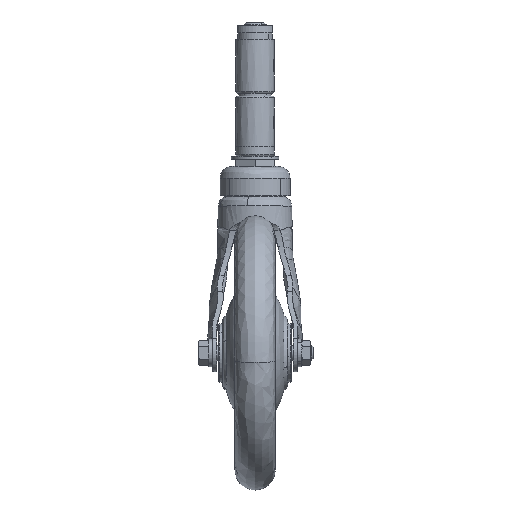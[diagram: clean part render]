
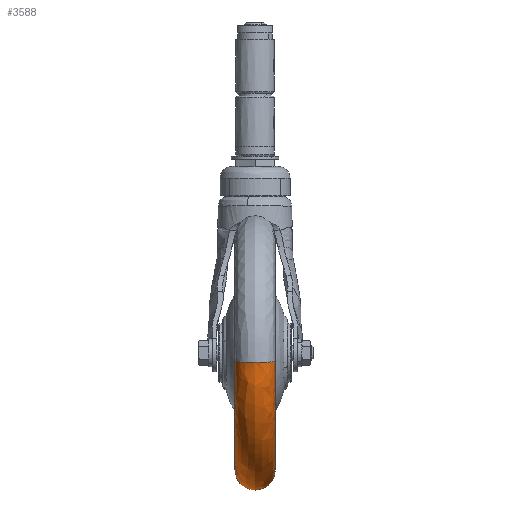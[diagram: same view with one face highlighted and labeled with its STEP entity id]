
A CAD part, left-side view. The second image highlights one B-rep face of the part: STEP entity #3588.
In plain terms, the highlighted free-form (B-spline) face has degree [2, 2] with [3, 5] control points.
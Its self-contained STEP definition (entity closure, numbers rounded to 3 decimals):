
#3328=CARTESIAN_POINT('',(-63.844,-11.0,-4.463));
#3329=VERTEX_POINT('',#3328);
#3369=CARTESIAN_POINT('',(0.804,-11.0,-63.995));
#3370=VERTEX_POINT('',#3369);
#3390=CARTESIAN_POINT('',(0.942,0.,-74.994));
#3391=VERTEX_POINT('',#3390);
#3392=CARTESIAN_POINT('',(0.804,-11.0,-63.995));
#3393=CARTESIAN_POINT('',(0.813,-11.,-64.715));
#3394=CARTESIAN_POINT('',(0.831,-10.858,-66.155));
#3395=CARTESIAN_POINT('',(0.861,-10.137,-68.534));
#3396=CARTESIAN_POINT('',(0.887,-8.911,-70.608));
#3397=CARTESIAN_POINT('',(0.909,-7.26,-72.341));
#3398=CARTESIAN_POINT('',(0.922,-5.795,-73.4));
#3399=CARTESIAN_POINT('',(0.933,-4.103,-74.251));
#3400=CARTESIAN_POINT('',(0.94,-2.25,-74.839));
#3401=CARTESIAN_POINT('',(0.942,-0.765,-74.994));
#3402=CARTESIAN_POINT('',(0.942,0.,-74.994));
#3403=B_SPLINE_CURVE_WITH_KNOTS('',3,(#3392,#3393,#3394,#3395,#3396,#3397,#3398,#3399,#3400,#3401,#3402),.UNSPECIFIED.,.F.,.U.,(4,1,1,1,1,1,1,1,4),(0.,2.16,4.32,7.425,9.314,11.474,12.824,14.984,17.279),.UNSPECIFIED.);
#3404=EDGE_CURVE('',#3370,#3391,#3403,.T.);
#3406=CARTESIAN_POINT('',(0.804,11.0,-63.995));
#3407=VERTEX_POINT('',#3406);
#3408=CARTESIAN_POINT('',(0.942,0.,-74.994));
#3409=CARTESIAN_POINT('',(0.942,1.08,-74.995));
#3410=CARTESIAN_POINT('',(0.939,3.105,-74.693));
#3411=CARTESIAN_POINT('',(0.925,5.504,-73.612));
#3412=CARTESIAN_POINT('',(0.906,7.543,-72.119));
#3413=CARTESIAN_POINT('',(0.883,9.198,-70.249));
#3414=CARTESIAN_POINT('',(0.847,10.625,-67.414));
#3415=CARTESIAN_POINT('',(0.82,11.001,-65.255));
#3416=CARTESIAN_POINT('',(0.804,11.0,-63.995));
#3417=B_SPLINE_CURVE_WITH_KNOTS('',3,(#3408,#3409,#3410,#3411,#3412,#3413,#3414,#3415,#3416),.UNSPECIFIED.,.F.,.U.,(4,1,1,1,1,1,4),(0.,3.24,6.075,7.829,10.799,13.499,17.279),.UNSPECIFIED.);
#3418=EDGE_CURVE('',#3391,#3407,#3417,.T.);
#3459=CARTESIAN_POINT('',(-63.844,11.0,-4.463));
#3460=VERTEX_POINT('',#3459);
#3479=CARTESIAN_POINT('',(-74.817,0.,-5.23));
#3480=VERTEX_POINT('',#3479);
#3481=CARTESIAN_POINT('',(-74.817,0.,-5.23));
#3482=CARTESIAN_POINT('',(-74.818,0.81,-5.23));
#3483=CARTESIAN_POINT('',(-74.658,2.25,-5.219));
#3484=CARTESIAN_POINT('',(-73.964,4.446,-5.17));
#3485=CARTESIAN_POINT('',(-72.731,6.661,-5.084));
#3486=CARTESIAN_POINT('',(-71.032,8.428,-4.965));
#3487=CARTESIAN_POINT('',(-69.16,9.681,-4.835));
#3488=CARTESIAN_POINT('',(-66.941,10.684,-4.679));
#3489=CARTESIAN_POINT('',(-65.056,11.001,-4.548));
#3490=CARTESIAN_POINT('',(-63.844,11.0,-4.463));
#3491=B_SPLINE_CURVE_WITH_KNOTS('',3,(#3481,#3482,#3483,#3484,#3485,#3486,#3487,#3488,#3489,#3490),.UNSPECIFIED.,.F.,.U.,(4,1,1,1,1,1,1,4),(0.,2.43,4.32,6.885,9.989,11.609,13.634,17.279),.UNSPECIFIED.);
#3492=EDGE_CURVE('',#3480,#3460,#3491,.T.);
#3494=CARTESIAN_POINT('',(-63.844,-11.0,-4.463));
#3495=CARTESIAN_POINT('',(-64.517,-11.,-4.51));
#3496=CARTESIAN_POINT('',(-66.044,-10.859,-4.617));
#3497=CARTESIAN_POINT('',(-68.072,-10.228,-4.758));
#3498=CARTESIAN_POINT('',(-70.131,-9.109,-4.902));
#3499=CARTESIAN_POINT('',(-71.653,-7.825,-5.009));
#3500=CARTESIAN_POINT('',(-72.928,-6.248,-5.098));
#3501=CARTESIAN_POINT('',(-73.949,-4.492,-5.169));
#3502=CARTESIAN_POINT('',(-74.658,-2.34,-5.219));
#3503=CARTESIAN_POINT('',(-74.817,-0.72,-5.23));
#3504=CARTESIAN_POINT('',(-74.817,0.,-5.23));
#3505=B_SPLINE_CURVE_WITH_KNOTS('',3,(#3494,#3495,#3496,#3497,#3498,#3499,#3500,#3501,#3502,#3503,#3504),.UNSPECIFIED.,.F.,.U.,(4,1,1,1,1,1,1,1,4),(0.,2.025,4.59,6.345,9.044,10.529,12.419,15.119,17.279),.UNSPECIFIED.);
#3506=EDGE_CURVE('',#3329,#3480,#3505,.T.);
#3511=CARTESIAN_POINT('',(0.785,-10.889,-62.438));
#3512=CARTESIAN_POINT('',(-58.178,-10.889,-63.179));
#3513=CARTESIAN_POINT('',(-62.291,-10.889,-4.354));
#3514=CARTESIAN_POINT('',(0.942,-12.685,-74.994));
#3515=CARTESIAN_POINT('',(-69.878,-12.685,-75.884));
#3516=CARTESIAN_POINT('',(-74.817,-12.685,-5.23));
#3517=CARTESIAN_POINT('',(0.942,0.0,-74.994));
#3518=CARTESIAN_POINT('',(-69.878,0.0,-75.884));
#3519=CARTESIAN_POINT('',(-74.817,0.0,-5.23));
#3520=CARTESIAN_POINT('',(0.942,12.685,-74.994));
#3521=CARTESIAN_POINT('',(-69.878,12.685,-75.884));
#3522=CARTESIAN_POINT('',(-74.817,12.685,-5.23));
#3523=CARTESIAN_POINT('',(0.785,10.889,-62.438));
#3524=CARTESIAN_POINT('',(-58.178,10.889,-63.179));
#3525=CARTESIAN_POINT('',(-62.291,10.889,-4.354));
#3533=(BOUNDED_SURFACE()B_SPLINE_SURFACE(2,2,((#3511,#3514,#3517,#3520,#3523),(#3512,#3515,#3518,#3521,#3524),(#3513,#3516,#3519,#3522,#3525)),.UNSPECIFIED.,.F.,.F.,.U.)B_SPLINE_SURFACE_WITH_KNOTS((3,3),(3,2,3),(0.0,119.261),(0.0,20.084,40.169),.UNSPECIFIED.)GEOMETRIC_REPRESENTATION_ITEM()RATIONAL_B_SPLINE_SURFACE(((0.991,0.652,1.0,0.652,0.991),(0.712,0.469,0.719,0.469,0.712),(0.968,0.637,0.978,0.637,0.968)))REPRESENTATION_ITEM('')SURFACE());
#3534=CARTESIAN_POINT('',(0.0,-11.0,-64.0));
#3535=VERTEX_POINT('',#3534);
#3536=CARTESIAN_POINT('',(0.0,-11.0,-64.0));
#3537=CARTESIAN_POINT('',(-3.377,-11.,-64.));
#3538=CARTESIAN_POINT('',(-8.756,-11.,-63.573));
#3539=CARTESIAN_POINT('',(-16.97,-11.,-61.864));
#3540=CARTESIAN_POINT('',(-23.63,-11.,-59.638));
#3541=CARTESIAN_POINT('',(-30.881,-11.0,-56.226));
#3542=CARTESIAN_POINT('',(-38.545,-11.,-51.454));
#3543=CARTESIAN_POINT('',(-46.188,-11.,-44.735));
#3544=CARTESIAN_POINT('',(-52.675,-11.,-36.754));
#3545=CARTESIAN_POINT('',(-57.67,-11.,-28.342));
#3546=CARTESIAN_POINT('',(-61.959,-11.,-17.622));
#3547=CARTESIAN_POINT('',(-63.505,-11.,-9.329));
#3548=CARTESIAN_POINT('',(-63.844,-11.0,-4.463));
#3549=B_SPLINE_CURVE_WITH_KNOTS('',3,(#3536,#3537,#3538,#3539,#3540,#3541,#3542,#3543,#3544,#3545,#3546,#3547,#3548),.UNSPECIFIED.,.F.,.U.,(4,1,1,1,1,1,1,1,1,1,4),(0.,10.132,16.136,25.142,31.146,40.152,52.16,61.541,70.923,81.43,96.065),.UNSPECIFIED.);
#3550=EDGE_CURVE('',#3535,#3329,#3549,.T.);
#3551=ORIENTED_EDGE('',*,*,#3550,.T.);
#3552=ORIENTED_EDGE('',*,*,#3506,.T.);
#3553=ORIENTED_EDGE('',*,*,#3492,.T.);
#3554=CARTESIAN_POINT('',(0.0,11.0,-64.0));
#3555=VERTEX_POINT('',#3554);
#3556=CARTESIAN_POINT('',(0.0,11.0,-64.0));
#3557=CARTESIAN_POINT('',(-3.377,11.,-64.));
#3558=CARTESIAN_POINT('',(-8.506,11.,-63.593));
#3559=CARTESIAN_POINT('',(-16.236,11.,-62.031));
#3560=CARTESIAN_POINT('',(-23.769,11.,-59.661));
#3561=CARTESIAN_POINT('',(-31.683,11.,-55.852));
#3562=CARTESIAN_POINT('',(-39.081,11.,-50.907));
#3563=CARTESIAN_POINT('',(-45.311,11.,-45.462));
#3564=CARTESIAN_POINT('',(-50.273,11.,-39.811));
#3565=CARTESIAN_POINT('',(-54.806,11.0,-33.355));
#3566=CARTESIAN_POINT('',(-58.183,11.,-27.053));
#3567=CARTESIAN_POINT('',(-61.163,11.,-19.344));
#3568=CARTESIAN_POINT('',(-63.004,11.,-12.178));
#3569=CARTESIAN_POINT('',(-63.679,11.,-6.834));
#3570=CARTESIAN_POINT('',(-63.844,11.0,-4.463));
#3571=B_SPLINE_CURVE_WITH_KNOTS('',3,(#3556,#3557,#3558,#3559,#3560,#3561,#3562,#3563,#3564,#3565,#3566,#3567,#3568,#3569,#3570),.UNSPECIFIED.,.F.,.U.,(4,1,1,1,1,1,1,1,1,1,1,1,4),(0.,10.132,15.385,23.641,33.773,41.653,50.284,58.539,64.168,73.925,79.929,88.935,96.065),.UNSPECIFIED.);
#3572=EDGE_CURVE('',#3555,#3460,#3571,.T.);
#3573=ORIENTED_EDGE('',*,*,#3572,.F.);
#3574=CARTESIAN_POINT('',(0.804,11.0,-63.995));
#3575=CARTESIAN_POINT('',(0.0,11.0,-64.0));
#3576=QUASI_UNIFORM_CURVE('',1,(#3574,#3575),.UNSPECIFIED.,.F.,.U.);
#3577=EDGE_CURVE('',#3407,#3555,#3576,.T.);
#3578=ORIENTED_EDGE('',*,*,#3577,.F.);
#3579=ORIENTED_EDGE('',*,*,#3418,.F.);
#3580=ORIENTED_EDGE('',*,*,#3404,.F.);
#3581=CARTESIAN_POINT('',(0.804,-11.0,-63.995));
#3582=CARTESIAN_POINT('',(0.0,-11.0,-64.0));
#3583=QUASI_UNIFORM_CURVE('',1,(#3581,#3582),.UNSPECIFIED.,.F.,.U.);
#3584=EDGE_CURVE('',#3370,#3535,#3583,.T.);
#3585=ORIENTED_EDGE('',*,*,#3584,.T.);
#3586=EDGE_LOOP('',(#3551,#3552,#3553,#3573,#3578,#3579,#3580,#3585));
#3587=FACE_OUTER_BOUND('',#3586,.T.);
#3588=ADVANCED_FACE('',(#3587),#3533,.T.);
